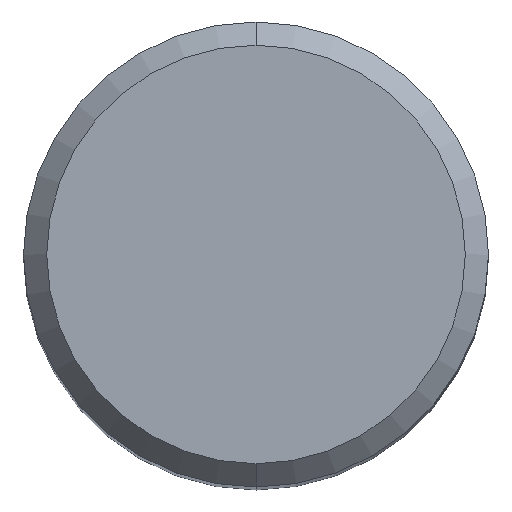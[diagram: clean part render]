
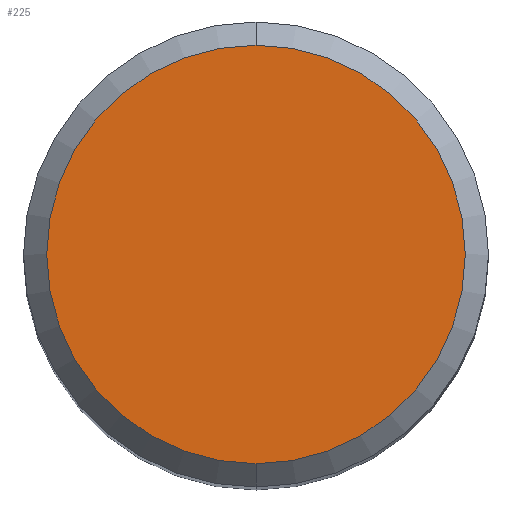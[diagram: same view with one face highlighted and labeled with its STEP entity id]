
A CAD part, top view. The second image highlights one B-rep face of the part: STEP entity #225.
In plain terms, the highlighted planar face has unit normal (0, 0, 1).
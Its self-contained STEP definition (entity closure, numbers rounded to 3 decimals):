
#111=EDGE_CURVE('',#139,#131,#264,.T.);
#131=VERTEX_POINT('',#286);
#139=VERTEX_POINT('',#295);
#207=EDGE_CURVE('',#131,#139,#371,.T.);
#225=ADVANCED_FACE('',(#391),#392,.T.);
#264=CIRCLE('',#428,5.4);
#286=CARTESIAN_POINT('',(0.0,5.4,0.));
#295=CARTESIAN_POINT('',(0.,-5.4,0.));
#371=CIRCLE('',#564,5.4);
#391=FACE_OUTER_BOUND('',#591,.T.);
#392=PLANE('',#592);
#428=AXIS2_PLACEMENT_3D('',#619,#620,#621);
#564=AXIS2_PLACEMENT_3D('',#754,#755,#756);
#591=EDGE_LOOP('',(#779,#780));
#592=AXIS2_PLACEMENT_3D('',#781,#782,#783);
#619=CARTESIAN_POINT('',(0.0,0.0,0.));
#620=DIRECTION('',(0.0,0.0,-1.0));
#621=DIRECTION('',(0.0,1.0,0.0));
#754=CARTESIAN_POINT('',(0.0,0.0,0.));
#755=DIRECTION('',(0.0,0.0,-1.0));
#756=DIRECTION('',(0.0,1.0,0.0));
#779=ORIENTED_EDGE('',*,*,#207,.F.);
#780=ORIENTED_EDGE('',*,*,#111,.F.);
#781=CARTESIAN_POINT('',(0.0,2.7,0.));
#782=DIRECTION('',(-0.0,0.0,1.0));
#783=DIRECTION('',(0.0,-1.0,0.0));
